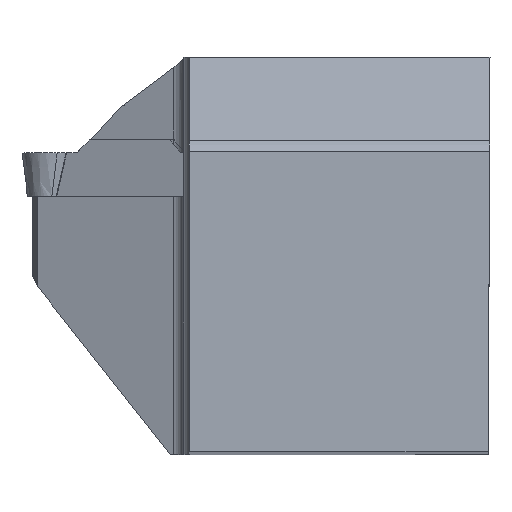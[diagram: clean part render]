
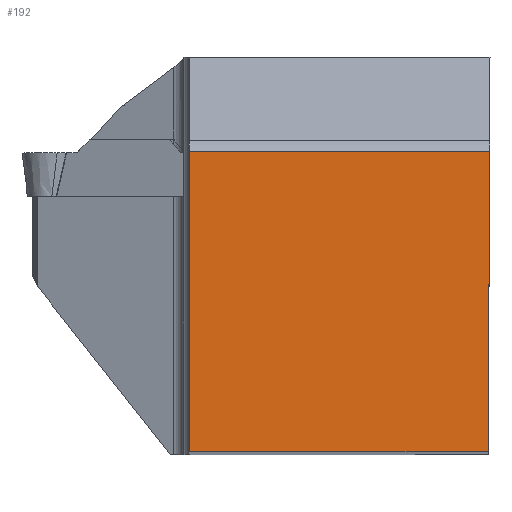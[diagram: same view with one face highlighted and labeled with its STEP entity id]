
A CAD part, top view. The second image highlights one B-rep face of the part: STEP entity #192.
In plain terms, the highlighted planar face has unit normal (0, 0, 1).
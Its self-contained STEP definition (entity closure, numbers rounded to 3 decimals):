
#192=ADVANCED_FACE('CU_BACK_SU1',(#280),#243,.F.);
#243=PLANE('',#1272);
#280=FACE_OUTER_BOUND('',#334,.T.);
#334=EDGE_LOOP('',(#511,#512,#513,#514));
#511=ORIENTED_EDGE('',*,*,#870,.T.);
#512=ORIENTED_EDGE('',*,*,#877,.T.);
#513=ORIENTED_EDGE('',*,*,#885,.T.);
#514=ORIENTED_EDGE('',*,*,#883,.F.);
#746=VERTEX_POINT('',#1662);
#747=VERTEX_POINT('',#1664);
#753=VERTEX_POINT('',#1677);
#754=VERTEX_POINT('',#1682);
#870=EDGE_CURVE('',#747,#746,#1026,.T.);
#877=EDGE_CURVE('',#746,#753,#1030,.T.);
#883=EDGE_CURVE('',#747,#754,#1035,.T.);
#885=EDGE_CURVE('',#753,#754,#1037,.T.);
#1026=LINE('',#1663,#1121);
#1030=LINE('',#1678,#1125);
#1035=LINE('',#1688,#1130);
#1037=LINE('',#1691,#1132);
#1121=VECTOR('',#1395,1.);
#1125=VECTOR('',#1407,1.);
#1130=VECTOR('',#1416,1.);
#1132=VECTOR('',#1420,1.);
#1272=AXIS2_PLACEMENT_3D('',#1714,#1449,#1450);
#1395=DIRECTION('',(1.,0.,0.));
#1407=DIRECTION('',(0.004,1.,0.));
#1416=DIRECTION('',(0.,1.,0.));
#1420=DIRECTION('',(-1.,0.,0.));
#1449=DIRECTION('',(0.,0.,-1.));
#1450=DIRECTION('',(0.,-1.,0.));
#1662=CARTESIAN_POINT('',(-0.139,0.,0.));
#1663=CARTESIAN_POINT('',(23.593,0.,0.));
#1664=CARTESIAN_POINT('',(-31.85,0.,0.));
#1677=CARTESIAN_POINT('',(0.,31.85,0.));
#1678=CARTESIAN_POINT('',(0.088,51.953,0.));
#1682=CARTESIAN_POINT('',(-31.85,31.85,0.));
#1688=CARTESIAN_POINT('',(-31.85,51.85,0.));
#1691=CARTESIAN_POINT('',(23.593,31.85,0.));
#1714=CARTESIAN_POINT('',(23.593,51.85,0.));
